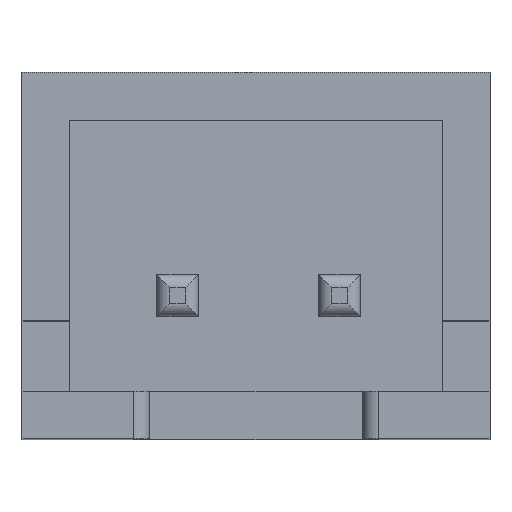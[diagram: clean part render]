
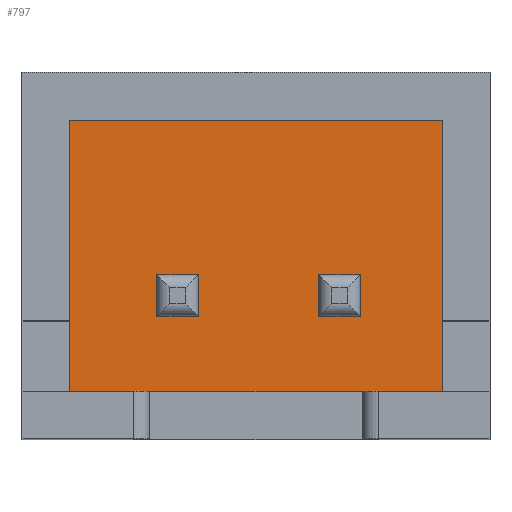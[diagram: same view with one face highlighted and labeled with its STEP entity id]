
A CAD part, top view. The second image highlights one B-rep face of the part: STEP entity #797.
In plain terms, the highlighted planar face has unit normal (0, 0, 1).
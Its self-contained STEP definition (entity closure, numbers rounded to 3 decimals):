
#9 = FACE_BOUND ( 'NONE', #185, .T. ) ;
#28 = CARTESIAN_POINT ( 'NONE',  ( 2.92, 2.875, 1.5 ) ) ;
#38 = DIRECTION ( 'NONE',  ( -1., 0., 0. ) ) ;
#54 = DIRECTION ( 'NONE',  ( 0., 0., -1. ) ) ;
#93 = VECTOR ( 'NONE', #1047, 1000. ) ;
#111 = EDGE_CURVE ( 'NONE', #3087, #2162, #1977, .T. ) ;
#164 = DIRECTION ( 'NONE',  ( -1., 0., 0. ) ) ;
#185 = EDGE_LOOP ( 'NONE', ( #1613, #1685, #1364, #482 ) ) ;
#202 = VECTOR ( 'NONE', #1707, 1000. ) ;
#209 = VECTOR ( 'NONE', #398, 1000. ) ;
#273 = PLANE ( 'NONE',  #2937 ) ;
#283 = CARTESIAN_POINT ( 'NONE',  ( -0.905, -0.3, 1.5 ) ) ;
#314 = DIRECTION ( 'NONE',  ( 0., 1., 0. ) ) ;
#319 = FACE_BOUND ( 'NONE', #2784, .T. ) ;
#364 = VECTOR ( 'NONE', #2962, 1000. ) ;
#393 = EDGE_CURVE ( 'NONE', #859, #2192, #1199, .T. ) ;
#398 = DIRECTION ( 'NONE',  ( 0., 1., 0. ) ) ;
#411 = DIRECTION ( 'NONE',  ( 1., 0., 0. ) ) ;
#482 = ORIENTED_EDGE ( 'NONE', *, *, #2672, .T. ) ;
#492 = LINE ( 'NONE', #2453, #202 ) ;
#555 = VERTEX_POINT ( 'NONE', #2161 ) ;
#564 = CARTESIAN_POINT ( 'NONE',  ( -0.905, -0.95, 1.5 ) ) ;
#741 = VECTOR ( 'NONE', #164, 1000. ) ;
#755 = CARTESIAN_POINT ( 'NONE',  ( -1.555, -0.95, 1.5 ) ) ;
#797 = ADVANCED_FACE ( 'NONE', ( #9, #319, #3051 ), #273, .F. ) ;
#859 = VERTEX_POINT ( 'NONE', #3073 ) ;
#924 = ORIENTED_EDGE ( 'NONE', *, *, #1911, .T. ) ;
#1047 = DIRECTION ( 'NONE',  ( 1., 0., 0. ) ) ;
#1108 = CARTESIAN_POINT ( 'NONE',  ( 0., -0.95, 1.5 ) ) ;
#1123 = CARTESIAN_POINT ( 'NONE',  ( 2.92, -2.125, 1.5 ) ) ;
#1125 = EDGE_CURVE ( 'NONE', #2162, #3095, #1796, .T. ) ;
#1164 = EDGE_LOOP ( 'NONE', ( #1432, #1793, #2568, #1333 ) ) ;
#1199 = LINE ( 'NONE', #3002, #1341 ) ;
#1220 = LINE ( 'NONE', #1935, #2003 ) ;
#1244 = ORIENTED_EDGE ( 'NONE', *, *, #1125, .T. ) ;
#1333 = ORIENTED_EDGE ( 'NONE', *, *, #3077, .F. ) ;
#1341 = VECTOR ( 'NONE', #2722, 1000. ) ;
#1364 = ORIENTED_EDGE ( 'NONE', *, *, #2612, .T. ) ;
#1369 = EDGE_CURVE ( 'NONE', #555, #2897, #2566, .T. ) ;
#1381 = LINE ( 'NONE', #1442, #364 ) ;
#1423 = LINE ( 'NONE', #2446, #2898 ) ;
#1432 = ORIENTED_EDGE ( 'NONE', *, *, #1369, .F. ) ;
#1442 = CARTESIAN_POINT ( 'NONE',  ( 1.635, 0., 1.5 ) ) ;
#1512 = VECTOR ( 'NONE', #314, 1000. ) ;
#1514 = CARTESIAN_POINT ( 'NONE',  ( 0., 0., 1.5 ) ) ;
#1555 = DIRECTION ( 'NONE',  ( -1., 0., 0. ) ) ;
#1613 = ORIENTED_EDGE ( 'NONE', *, *, #2368, .T. ) ;
#1632 = ORIENTED_EDGE ( 'NONE', *, *, #111, .T. ) ;
#1646 = CARTESIAN_POINT ( 'NONE',  ( 0.985, 0., 1.5 ) ) ;
#1668 = VECTOR ( 'NONE', #3057, 1000. ) ;
#1685 = ORIENTED_EDGE ( 'NONE', *, *, #2912, .T. ) ;
#1707 = DIRECTION ( 'NONE',  ( 0., -1., 0. ) ) ;
#1727 = VECTOR ( 'NONE', #1555, 1000. ) ;
#1770 = CARTESIAN_POINT ( 'NONE',  ( 0.985, -0.3, 1.5 ) ) ;
#1793 = ORIENTED_EDGE ( 'NONE', *, *, #3030, .F. ) ;
#1796 = LINE ( 'NONE', #2819, #1512 ) ;
#1911 = EDGE_CURVE ( 'NONE', #3095, #3165, #2544, .T. ) ;
#1935 = CARTESIAN_POINT ( 'NONE',  ( -3.67, 2.125, 1.5 ) ) ;
#1977 = LINE ( 'NONE', #3006, #3053 ) ;
#1999 = DIRECTION ( 'NONE',  ( -1., 0., 0. ) ) ;
#2003 = VECTOR ( 'NONE', #411, 1000. ) ;
#2055 = LINE ( 'NONE', #2507, #1727 ) ;
#2123 = EDGE_CURVE ( 'NONE', #3165, #3087, #492, .T. ) ;
#2151 = LINE ( 'NONE', #1108, #741 ) ;
#2161 = CARTESIAN_POINT ( 'NONE',  ( 2.92, 2.125, 1.5 ) ) ;
#2162 = VERTEX_POINT ( 'NONE', #755 ) ;
#2192 = VERTEX_POINT ( 'NONE', #3059 ) ;
#2279 = ORIENTED_EDGE ( 'NONE', *, *, #2123, .T. ) ;
#2300 = VERTEX_POINT ( 'NONE', #2845 ) ;
#2368 = EDGE_CURVE ( 'NONE', #2300, #2905, #1381, .T. ) ;
#2446 = CARTESIAN_POINT ( 'NONE',  ( 0., -0.3, 1.5 ) ) ;
#2453 = CARTESIAN_POINT ( 'NONE',  ( -0.905, 0., 1.5 ) ) ;
#2507 = CARTESIAN_POINT ( 'NONE',  ( -3.67, -2.125, 1.5 ) ) ;
#2544 = LINE ( 'NONE', #2818, #93 ) ;
#2566 = LINE ( 'NONE', #28, #1668 ) ;
#2568 = ORIENTED_EDGE ( 'NONE', *, *, #393, .F. ) ;
#2603 = VERTEX_POINT ( 'NONE', #2906 ) ;
#2612 = EDGE_CURVE ( 'NONE', #2603, #2882, #3172, .T. ) ;
#2672 = EDGE_CURVE ( 'NONE', #2882, #2300, #1423, .T. ) ;
#2722 = DIRECTION ( 'NONE',  ( 0., 1., 0. ) ) ;
#2784 = EDGE_LOOP ( 'NONE', ( #2279, #1632, #1244, #924 ) ) ;
#2818 = CARTESIAN_POINT ( 'NONE',  ( 0., -0.3, 1.5 ) ) ;
#2819 = CARTESIAN_POINT ( 'NONE',  ( -1.555, 0., 1.5 ) ) ;
#2845 = CARTESIAN_POINT ( 'NONE',  ( 1.635, -0.3, 1.5 ) ) ;
#2882 = VERTEX_POINT ( 'NONE', #1770 ) ;
#2897 = VERTEX_POINT ( 'NONE', #1123 ) ;
#2898 = VECTOR ( 'NONE', #2996, 1000. ) ;
#2905 = VERTEX_POINT ( 'NONE', #2927 ) ;
#2906 = CARTESIAN_POINT ( 'NONE',  ( 0.985, -0.95, 1.5 ) ) ;
#2912 = EDGE_CURVE ( 'NONE', #2905, #2603, #2151, .T. ) ;
#2927 = CARTESIAN_POINT ( 'NONE',  ( 1.635, -0.95, 1.5 ) ) ;
#2937 = AXIS2_PLACEMENT_3D ( 'NONE', #1514, #54, #38 ) ;
#2962 = DIRECTION ( 'NONE',  ( 0., -1., 0. ) ) ;
#2996 = DIRECTION ( 'NONE',  ( 1., 0., 0. ) ) ;
#3002 = CARTESIAN_POINT ( 'NONE',  ( -2.92, 2.875, 1.5 ) ) ;
#3006 = CARTESIAN_POINT ( 'NONE',  ( 0., -0.95, 1.5 ) ) ;
#3030 = EDGE_CURVE ( 'NONE', #2192, #555, #1220, .T. ) ;
#3045 = CARTESIAN_POINT ( 'NONE',  ( -1.555, -0.3, 1.5 ) ) ;
#3051 = FACE_OUTER_BOUND ( 'NONE', #1164, .T. ) ;
#3053 = VECTOR ( 'NONE', #1999, 1000. ) ;
#3057 = DIRECTION ( 'NONE',  ( 0., -1., 0. ) ) ;
#3059 = CARTESIAN_POINT ( 'NONE',  ( -2.92, 2.125, 1.5 ) ) ;
#3073 = CARTESIAN_POINT ( 'NONE',  ( -2.92, -2.125, 1.5 ) ) ;
#3077 = EDGE_CURVE ( 'NONE', #2897, #859, #2055, .T. ) ;
#3087 = VERTEX_POINT ( 'NONE', #564 ) ;
#3095 = VERTEX_POINT ( 'NONE', #3045 ) ;
#3165 = VERTEX_POINT ( 'NONE', #283 ) ;
#3172 = LINE ( 'NONE', #1646, #209 ) ;
